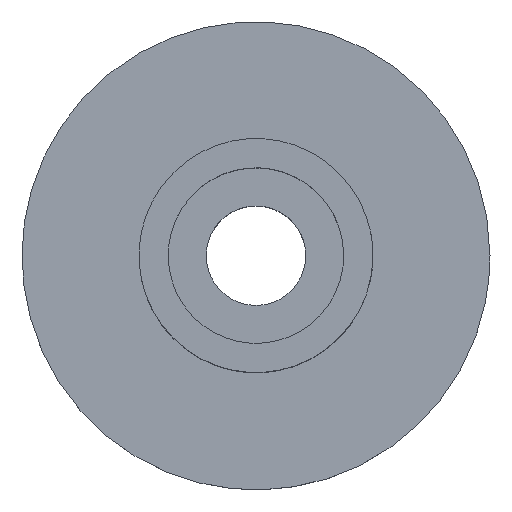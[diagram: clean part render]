
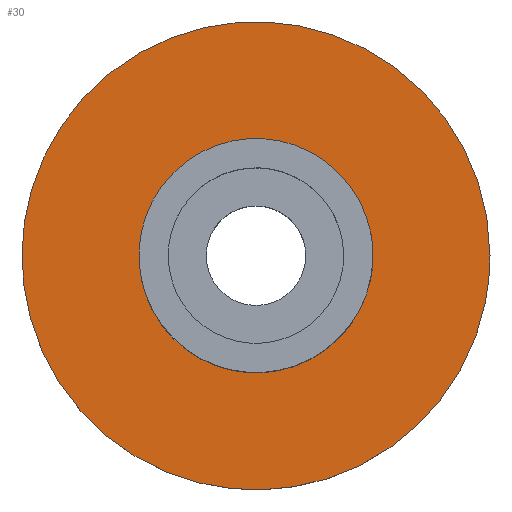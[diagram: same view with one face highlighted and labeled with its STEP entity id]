
A CAD part, top view. The second image highlights one B-rep face of the part: STEP entity #30.
In plain terms, the highlighted planar face has unit normal (0, 0, 1).
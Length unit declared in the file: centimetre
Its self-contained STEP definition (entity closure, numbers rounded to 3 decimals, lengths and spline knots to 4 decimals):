
#30=ADVANCED_FACE('',(#42,#35),#119,.T.);
#35=FACE_BOUND('',#54,.T.);
#42=FACE_OUTER_BOUND('',#53,.T.);
#53=EDGE_LOOP('',(#74));
#54=EDGE_LOOP('',(#75));
#74=ORIENTED_EDGE('',*,*,#88,.T.);
#75=ORIENTED_EDGE('',*,*,#80,.F.);
#80=EDGE_CURVE('',#106,#106,#92,.T.);
#88=EDGE_CURVE('',#109,#109,#100,.T.);
#92=(
BOUNDED_CURVE()
B_SPLINE_CURVE(2,(#238,#239,#240,#241,#242,#243,#244,#245,#246),
 .UNSPECIFIED.,.T.,.F.)
B_SPLINE_CURVE_WITH_KNOTS((3,2,2,2,3),(0.,4.7124,9.4248,
14.1372,18.8496),.UNSPECIFIED.)
CURVE()
GEOMETRIC_REPRESENTATION_ITEM()
RATIONAL_B_SPLINE_CURVE((1.,0.707,1.,0.707,1.,0.707,
1.,0.707,1.))
REPRESENTATION_ITEM('')
);
#100=(
BOUNDED_CURVE()
B_SPLINE_CURVE(2,(#289,#290,#291,#292,#293,#294,#295,#296,#297),
 .UNSPECIFIED.,.T.,.F.)
B_SPLINE_CURVE_WITH_KNOTS((3,2,2,2,3),(0.,12.5664,25.1327,
37.6991,50.2655),.UNSPECIFIED.)
CURVE()
GEOMETRIC_REPRESENTATION_ITEM()
RATIONAL_B_SPLINE_CURVE((1.,0.707,1.,0.707,1.,0.707,
1.,0.707,1.))
REPRESENTATION_ITEM('')
);
#106=VERTEX_POINT('',#232);
#109=VERTEX_POINT('',#235);
#119=PLANE('',#143);
#143=AXIS2_PLACEMENT_3D('',#211,#150,$);
#150=DIRECTION('',(0.,0.,1.));
#211=CARTESIAN_POINT('',(-10.,8.,2.3));
#232=CARTESIAN_POINT('',(4.,18.,2.3));
#235=CARTESIAN_POINT('',(8.,18.,2.3));
#238=CARTESIAN_POINT('',(4.,18.,2.3));
#239=CARTESIAN_POINT('',(4.,22.,2.3));
#240=CARTESIAN_POINT('',(0.,22.,2.3));
#241=CARTESIAN_POINT('',(-4.,22.,2.3));
#242=CARTESIAN_POINT('',(-4.,18.,2.3));
#243=CARTESIAN_POINT('',(-4.,14.,2.3));
#244=CARTESIAN_POINT('',(0.,14.,2.3));
#245=CARTESIAN_POINT('',(4.,14.,2.3));
#246=CARTESIAN_POINT('',(4.,18.,2.3));
#289=CARTESIAN_POINT('',(8.,18.,2.3));
#290=CARTESIAN_POINT('',(8.,26.,2.3));
#291=CARTESIAN_POINT('',(0.,26.,2.3));
#292=CARTESIAN_POINT('',(-8.,26.,2.3));
#293=CARTESIAN_POINT('',(-8.,18.,2.3));
#294=CARTESIAN_POINT('',(-8.,10.,2.3));
#295=CARTESIAN_POINT('',(0.,10.,2.3));
#296=CARTESIAN_POINT('',(8.,10.,2.3));
#297=CARTESIAN_POINT('',(8.,18.,2.3));
